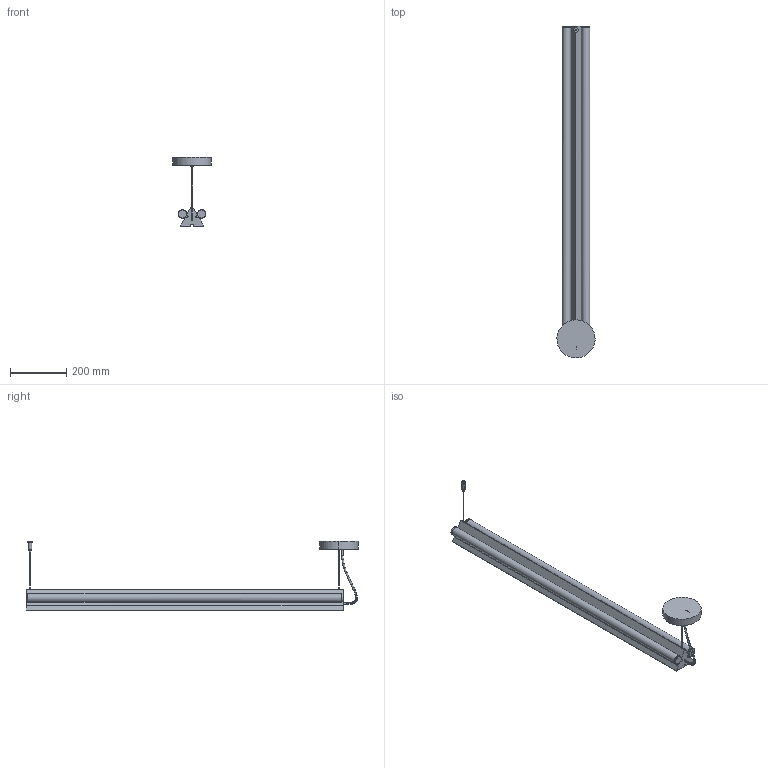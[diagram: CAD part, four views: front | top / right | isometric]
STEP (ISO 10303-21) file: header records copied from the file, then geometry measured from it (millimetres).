
FILE_DESCRIPTION(/* description */ (''),/* implementation_level */ '2;1');
FILE_NAME(/* name */ 'DREISPITZ120 SOSP 2 EM. DIFF',/* time_stamp */ '2025-04-17T15:25:16+02:00',/* author */ (''),/* organization */ (''),/* preprocessor_version */ 'ST-DEVELOPER v16.5',/* originating_system */ 'Rhino 7.37',/* authorisation */ '');
FILE_SCHEMA (('AUTOMOTIVE_DESIGN'));
Length unit declared in the file: millimetre
Products named in the file (1): Document
Bounding box: 136.11 x 1184.24 x 246.56 mm (x, y, z)
Volume: 1772005.4 mm3; surface area: 659154.3 mm2
Topology: 9 solids, 16 shells, 330 faces, 776 edges, 477 vertices
Faces by surface type: bspline 215, cylinder 70, plane 45
Entity records: 18329 total; most frequent: CARTESIAN_POINT 13889, ORIENTED_EDGE 1537, EDGE_CURVE 776, VERTEX_POINT 477, EDGE_LOOP 342, ADVANCED_FACE 330, FACE_OUTER_BOUND 330, DIRECTION 121
